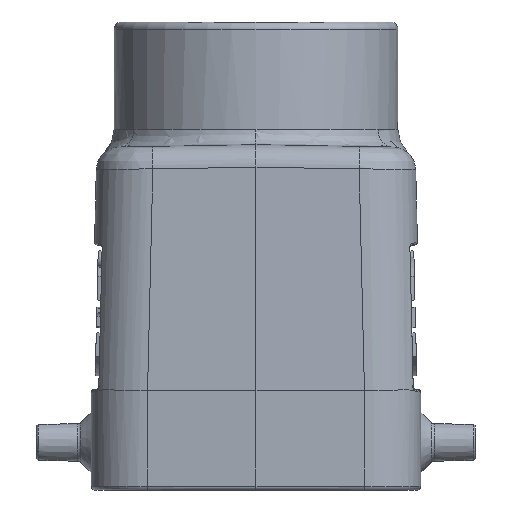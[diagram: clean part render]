
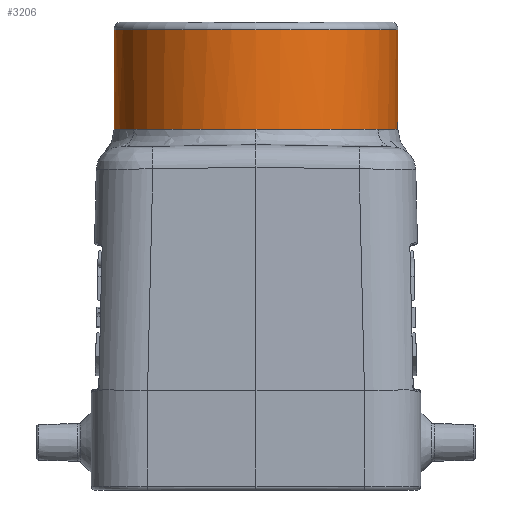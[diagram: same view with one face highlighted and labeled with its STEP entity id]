
A CAD part, left-side view. The second image highlights one B-rep face of the part: STEP entity #3206.
In plain terms, the highlighted cylindrical face has radius 18.5 mm (diameter 37 mm), a full revolution.
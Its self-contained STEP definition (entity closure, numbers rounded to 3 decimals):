
#2666=CYLINDRICAL_SURFACE('',#13292,18.5);
#3206=ADVANCED_FACE('',(#4012,#4013),#2666,.T.);
#3853=CIRCLE('',#13291,18.5);
#4012=FACE_BOUND('',#4154,.T.);
#4013=FACE_BOUND('',#4155,.T.);
#4154=EDGE_LOOP('',(#4971));
#4155=EDGE_LOOP('',(#4972,#4973,#4974,#4975,#4976,#4977));
#4971=ORIENTED_EDGE('',*,*,#7637,.T.);
#4972=ORIENTED_EDGE('',*,*,#7632,.T.);
#4973=ORIENTED_EDGE('',*,*,#7629,.T.);
#4974=ORIENTED_EDGE('',*,*,#7626,.T.);
#4975=ORIENTED_EDGE('',*,*,#7623,.T.);
#4976=ORIENTED_EDGE('',*,*,#7620,.T.);
#4977=ORIENTED_EDGE('',*,*,#7635,.T.);
#6957=VERTEX_POINT('',#18443);
#6959=VERTEX_POINT('',#18451);
#6961=VERTEX_POINT('',#18532);
#6963=VERTEX_POINT('',#18571);
#6965=VERTEX_POINT('',#18610);
#6967=VERTEX_POINT('',#18691);
#6969=VERTEX_POINT('',#18757);
#7620=EDGE_CURVE('',#6959,#6957,#8810,.T.);
#7623=EDGE_CURVE('',#6961,#6959,#8812,.T.);
#7626=EDGE_CURVE('',#6963,#6961,#8814,.T.);
#7629=EDGE_CURVE('',#6965,#6963,#8816,.T.);
#7632=EDGE_CURVE('',#6967,#6965,#8818,.T.);
#7635=EDGE_CURVE('',#6957,#6967,#8820,.T.);
#7637=EDGE_CURVE('',#6969,#6969,#3853,.T.);
#8810=B_SPLINE_CURVE_WITH_KNOTS('',3,(#18445,#18446,#18447,#18448,#18449,
#18450),.UNSPECIFIED.,.F.,.F.,(4,2,4),(0.,0.5,1.),.UNSPECIFIED.);
#8812=B_SPLINE_CURVE_WITH_KNOTS('',3,(#18526,#18527,#18528,#18529,#18530,
#18531),.UNSPECIFIED.,.F.,.F.,(4,2,4),(0.,0.5,1.),.UNSPECIFIED.);
#8814=B_SPLINE_CURVE_WITH_KNOTS('',3,(#18565,#18566,#18567,#18568,#18569,
#18570),.UNSPECIFIED.,.F.,.F.,(4,2,4),(0.,0.5,1.),.UNSPECIFIED.);
#8816=B_SPLINE_CURVE_WITH_KNOTS('',3,(#18604,#18605,#18606,#18607,#18608,
#18609),.UNSPECIFIED.,.F.,.F.,(4,2,4),(0.,0.5,1.),.UNSPECIFIED.);
#8818=B_SPLINE_CURVE_WITH_KNOTS('',3,(#18685,#18686,#18687,#18688,#18689,
#18690),.UNSPECIFIED.,.F.,.F.,(4,2,4),(0.,0.5,1.),.UNSPECIFIED.);
#8820=B_SPLINE_CURVE_WITH_KNOTS('',3,(#18722,#18723,#18724,#18725,#18726,
#18727),.UNSPECIFIED.,.F.,.F.,(4,2,4),(0.,0.5,1.),.UNSPECIFIED.);
#13291=AXIS2_PLACEMENT_3D('',#18756,#14239,#14240);
#13292=AXIS2_PLACEMENT_3D('',#18758,#14241,#14242);
#14239=DIRECTION('',(0.,0.,-1.));
#14240=DIRECTION('',(-1.,0.,0.));
#14241=DIRECTION('',(0.,0.,1.));
#14242=DIRECTION('',(1.,0.,0.));
#18443=CARTESIAN_POINT('',(9.436,-15.913,37.85));
#18445=CARTESIAN_POINT('',(-9.436,-15.913,37.85));
#18446=CARTESIAN_POINT('',(-6.597,-17.596,37.85));
#18447=CARTESIAN_POINT('',(-3.301,-18.5,37.85));
#18448=CARTESIAN_POINT('',(3.301,-18.5,37.85));
#18449=CARTESIAN_POINT('',(6.597,-17.596,37.85));
#18450=CARTESIAN_POINT('',(9.436,-15.913,37.85));
#18451=CARTESIAN_POINT('',(-9.436,-15.913,37.85));
#18526=CARTESIAN_POINT('',(-18.5,0.,37.85));
#18527=CARTESIAN_POINT('',(-18.5,-3.193,37.85));
#18528=CARTESIAN_POINT('',(-17.655,-6.382,37.85));
#18529=CARTESIAN_POINT('',(-14.495,-11.931,37.85));
#18530=CARTESIAN_POINT('',(-12.182,-14.284,37.85));
#18531=CARTESIAN_POINT('',(-9.436,-15.913,37.85));
#18532=CARTESIAN_POINT('',(-18.5,0.,37.85));
#18565=CARTESIAN_POINT('',(-9.436,15.912,37.85));
#18566=CARTESIAN_POINT('',(-12.183,14.284,37.85));
#18567=CARTESIAN_POINT('',(-14.495,11.931,37.85));
#18568=CARTESIAN_POINT('',(-17.655,6.382,37.85));
#18569=CARTESIAN_POINT('',(-18.5,3.193,37.85));
#18570=CARTESIAN_POINT('',(-18.5,0.,37.85));
#18571=CARTESIAN_POINT('',(-9.436,15.912,37.85));
#18604=CARTESIAN_POINT('',(9.436,15.913,37.85));
#18605=CARTESIAN_POINT('',(6.597,17.596,37.85));
#18606=CARTESIAN_POINT('',(3.301,18.5,37.85));
#18607=CARTESIAN_POINT('',(-3.301,18.5,37.85));
#18608=CARTESIAN_POINT('',(-6.597,17.596,37.85));
#18609=CARTESIAN_POINT('',(-9.436,15.912,37.85));
#18610=CARTESIAN_POINT('',(9.436,15.913,37.85));
#18685=CARTESIAN_POINT('',(18.5,0.,37.85));
#18686=CARTESIAN_POINT('',(18.5,3.193,37.85));
#18687=CARTESIAN_POINT('',(17.655,6.382,37.85));
#18688=CARTESIAN_POINT('',(14.495,11.931,37.85));
#18689=CARTESIAN_POINT('',(12.182,14.284,37.85));
#18690=CARTESIAN_POINT('',(9.436,15.913,37.85));
#18691=CARTESIAN_POINT('',(18.5,0.,37.85));
#18722=CARTESIAN_POINT('',(9.436,-15.913,37.85));
#18723=CARTESIAN_POINT('',(12.183,-14.284,37.85));
#18724=CARTESIAN_POINT('',(14.495,-11.931,37.85));
#18725=CARTESIAN_POINT('',(17.655,-6.382,37.85));
#18726=CARTESIAN_POINT('',(18.5,-3.193,37.85));
#18727=CARTESIAN_POINT('',(18.5,0.,37.85));
#18756=CARTESIAN_POINT('',(0.,0.,50.85));
#18757=CARTESIAN_POINT('',(-18.5,0.,50.85));
#18758=CARTESIAN_POINT('',(0.,0.,35.35));
